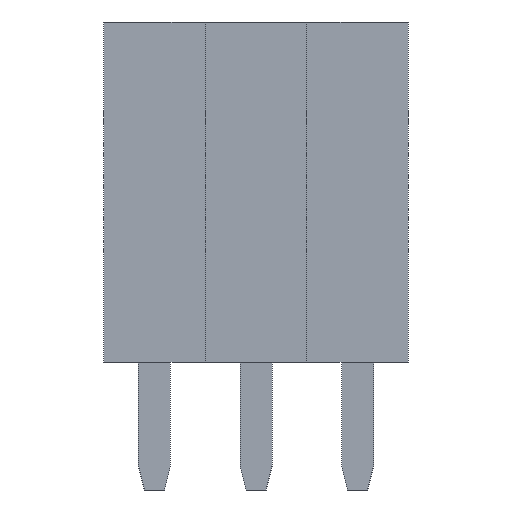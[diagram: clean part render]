
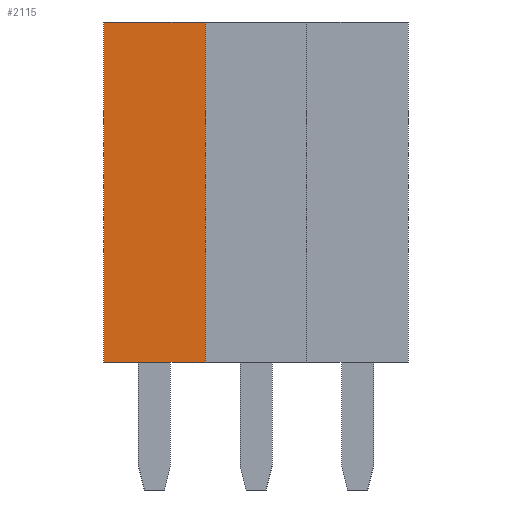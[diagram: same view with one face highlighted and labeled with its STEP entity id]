
A CAD part, front view. The second image highlights one B-rep face of the part: STEP entity #2115.
In plain terms, the highlighted planar face has unit normal (0, -1, 0).
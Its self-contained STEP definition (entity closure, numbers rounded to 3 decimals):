
#214 = ORIENTED_EDGE ( 'NONE', *, *, #1692, .F. ) ;
#257 = ORIENTED_EDGE ( 'NONE', *, *, #1765, .F. ) ;
#310 = VECTOR ( 'NONE', #997, 1000. ) ;
#473 = EDGE_LOOP ( 'NONE', ( #4671, #257, #214, #5613 ) ) ;
#681 = CARTESIAN_POINT ( 'NONE',  ( -1.27, 0., 8.5 ) ) ;
#997 = DIRECTION ( 'NONE',  ( 1., 0., 0. ) ) ;
#1140 = CARTESIAN_POINT ( 'NONE',  ( -1.27, 0., 0. ) ) ;
#1340 = DIRECTION ( 'NONE',  ( 0., 0., -1. ) ) ;
#1692 = EDGE_CURVE ( 'NONE', #5398, #6209, #2981, .T. ) ;
#1765 = EDGE_CURVE ( 'NONE', #6209, #3833, #5157, .T. ) ;
#2115 = ADVANCED_FACE ( 'NONE', ( #2492 ), #3006, .F. ) ;
#2246 = CARTESIAN_POINT ( 'NONE',  ( 1.27, 0., 0. ) ) ;
#2492 = FACE_OUTER_BOUND ( 'NONE', #473, .T. ) ;
#2557 = CARTESIAN_POINT ( 'NONE',  ( 1.27, 0., 8.5 ) ) ;
#2780 = VECTOR ( 'NONE', #6505, 1000. ) ;
#2981 = LINE ( 'NONE', #5029, #2780 ) ;
#3006 = PLANE ( 'NONE',  #4103 ) ;
#3459 = EDGE_CURVE ( 'NONE', #5398, #6139, #5089, .T. ) ;
#3570 = VECTOR ( 'NONE', #1340, 1000. ) ;
#3833 = VERTEX_POINT ( 'NONE', #2246 ) ;
#3915 = CARTESIAN_POINT ( 'NONE',  ( -1.27, 0., 8.5 ) ) ;
#4103 = AXIS2_PLACEMENT_3D ( 'NONE', #4613, #4644, #6673 ) ;
#4613 = CARTESIAN_POINT ( 'NONE',  ( 1.27, 0., 8.5 ) ) ;
#4644 = DIRECTION ( 'NONE',  ( 0., 1., 0. ) ) ;
#4660 = VECTOR ( 'NONE', #4770, 1000. ) ;
#4671 = ORIENTED_EDGE ( 'NONE', *, *, #6436, .T. ) ;
#4770 = DIRECTION ( 'NONE',  ( 0., 0., -1. ) ) ;
#5029 = CARTESIAN_POINT ( 'NONE',  ( 1.27, 0., 8.5 ) ) ;
#5089 = LINE ( 'NONE', #3915, #3570 ) ;
#5157 = LINE ( 'NONE', #2557, #4660 ) ;
#5398 = VERTEX_POINT ( 'NONE', #681 ) ;
#5613 = ORIENTED_EDGE ( 'NONE', *, *, #3459, .T. ) ;
#5700 = CARTESIAN_POINT ( 'NONE',  ( 1.27, 0., 0. ) ) ;
#6139 = VERTEX_POINT ( 'NONE', #1140 ) ;
#6209 = VERTEX_POINT ( 'NONE', #6474 ) ;
#6436 = EDGE_CURVE ( 'NONE', #6139, #3833, #6705, .T. ) ;
#6474 = CARTESIAN_POINT ( 'NONE',  ( 1.27, 0., 8.5 ) ) ;
#6505 = DIRECTION ( 'NONE',  ( 1., 0., 0. ) ) ;
#6673 = DIRECTION ( 'NONE',  ( -1., 0., 0. ) ) ;
#6705 = LINE ( 'NONE', #5700, #310 ) ;
